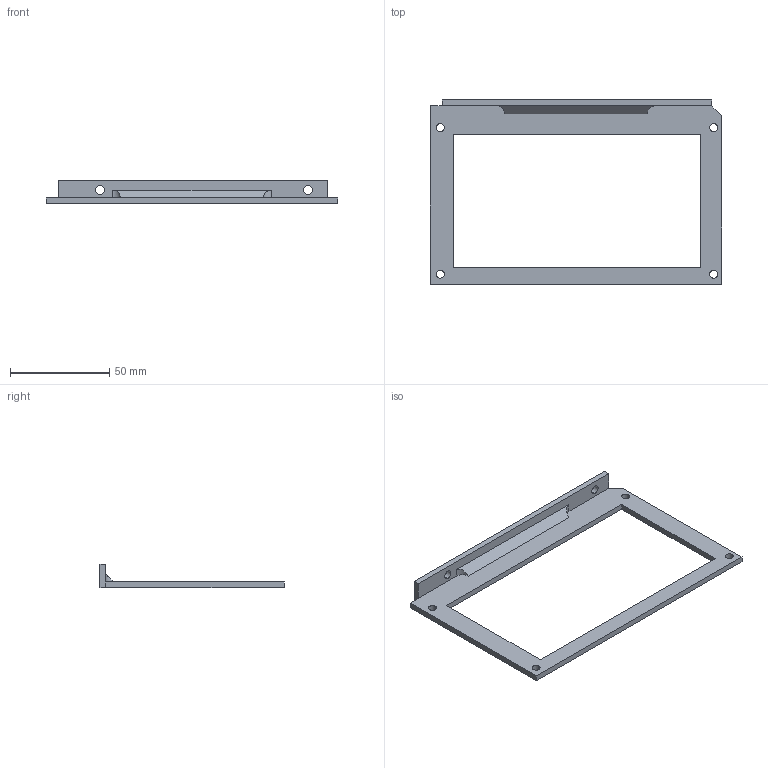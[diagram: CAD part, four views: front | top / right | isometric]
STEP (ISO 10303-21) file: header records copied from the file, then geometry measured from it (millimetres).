
FILE_DESCRIPTION (( 'STEP AP214' ), '1' );
FILE_NAME ('PSU Support.STEP', '2024-11-30T11:09:02', ( '' ), ( '' ), 'SwSTEP 2.0', 'SolidWorks 2020', '' );
FILE_SCHEMA (( 'AUTOMOTIVE_DESIGN' ));
Length unit declared in the file: millimetre
Products named in the file (1): PSU Support
Bounding box: 147 x 93 x 12 mm (x, y, z)
Volume: 19763.7 mm3; surface area: 15484.7 mm2
Topology: 1 solids, 1 shells, 31 faces, 85 edges, 56 vertices
Faces by surface type: plane 17, cylinder 14
Entity records: 1051 total; most frequent: CARTESIAN_POINT 179, DIRECTION 173, ORIENTED_EDGE 170, EDGE_CURVE 85, AXIS2_PLACEMENT_3D 58, LINE 57, VECTOR 57, VERTEX_POINT 56
